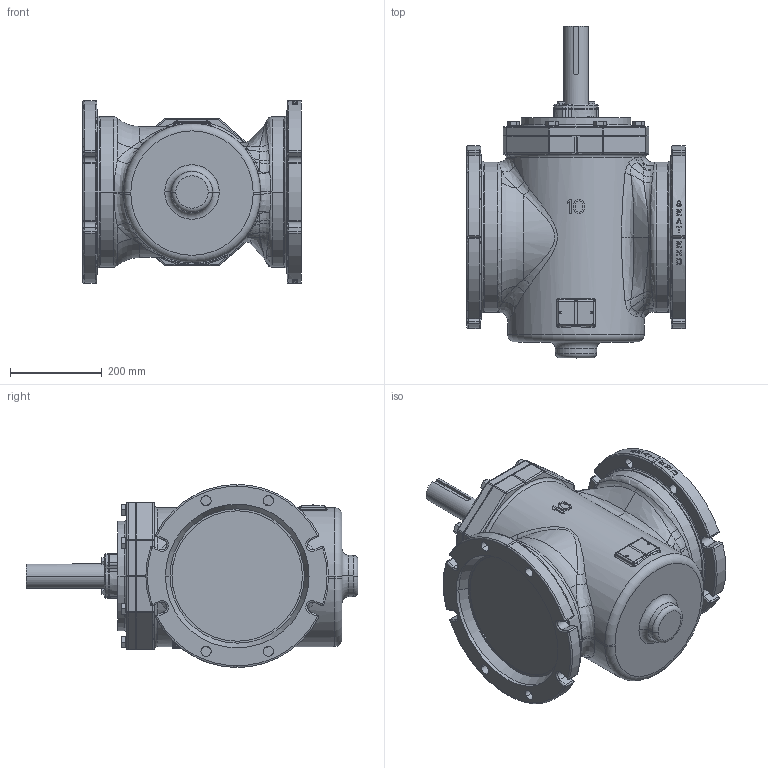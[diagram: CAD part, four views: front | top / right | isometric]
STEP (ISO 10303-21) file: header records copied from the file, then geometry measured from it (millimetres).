
FILE_DESCRIPTION((''),'2;1');
FILE_NAME('5710F_SW0001','2023-11-03T14:42:06',('jlesh'),(''),'CREO PARAMETRIC BY PTC INC, 2023072','CREO PARAMETRIC BY PTC INC, 2023072','');
FILE_SCHEMA(('AUTOMOTIVE_DESIGN { 1 0 10303 214 1 1 1 1 }'));
Products named in the file (1): 5710F_SW0001
Bounding box: 476.25 x 724.31 x 398.5 mm (x, y, z)
Volume: 50854545.8 mm3; surface area: 1195980.7 mm2
Topology: 1 solids, 1 shells, 1402 faces, 3499 edges, 2145 vertices
Faces by surface type: plane 644, bspline 262, cylinder 218, cone 114, torus 96, sphere 66, extrusion 2
Entity records: 69293 total; most frequent: CARTESIAN_POINT 35642, ORIENTED_EDGE 6970, DIRECTION 5597, EDGE_CURVE 3485, AXIS2_PLACEMENT_3D 2184, VERTEX_POINT 2145, EDGE_LOOP 1480, FACE_OUTER_BOUND 1402
